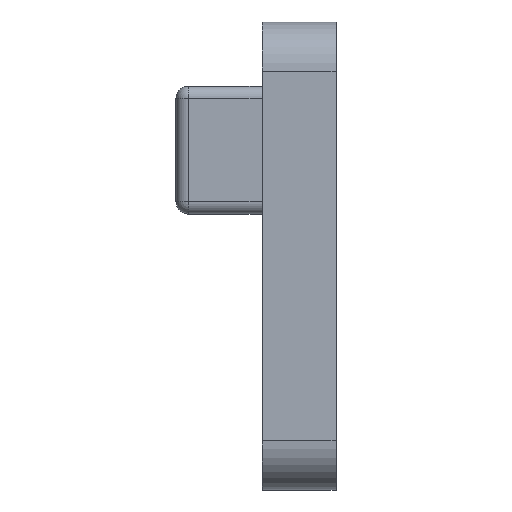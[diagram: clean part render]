
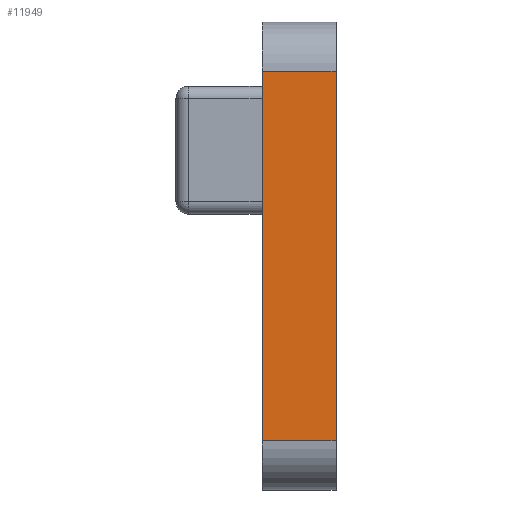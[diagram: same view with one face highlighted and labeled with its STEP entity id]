
A CAD part, front view. The second image highlights one B-rep face of the part: STEP entity #11949.
In plain terms, the highlighted planar face has unit normal (0, -1, 0).
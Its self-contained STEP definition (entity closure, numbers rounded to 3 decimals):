
#390 = CARTESIAN_POINT ( 'NONE',  ( 1.5, -17., 7.5 ) ) ;
#762 = CARTESIAN_POINT ( 'NONE',  ( 1.5, -17., -7.5 ) ) ;
#1601 = ORIENTED_EDGE ( 'NONE', *, *, #7884, .T. ) ;
#1678 = DIRECTION ( 'NONE',  ( 0., 0., -1. ) ) ;
#2432 = EDGE_CURVE ( 'NONE', #12506, #15304, #12324, .T. ) ;
#2495 = EDGE_LOOP ( 'NONE', ( #14689, #17690, #18351, #1601 ) ) ;
#2501 = DIRECTION ( 'NONE',  ( -1., 0., 0. ) ) ;
#2634 = PLANE ( 'NONE',  #14593 ) ;
#2701 = CARTESIAN_POINT ( 'NONE',  ( 1.5, -17., 9.5 ) ) ;
#4168 = DIRECTION ( 'NONE',  ( 0., 0., 1. ) ) ;
#4338 = CARTESIAN_POINT ( 'NONE',  ( -1.5, -17., 7.5 ) ) ;
#4576 = CARTESIAN_POINT ( 'NONE',  ( -1.5, -17., 9.5 ) ) ;
#5304 = EDGE_CURVE ( 'NONE', #12998, #18392, #7725, .T. ) ;
#5603 = CARTESIAN_POINT ( 'NONE',  ( 1.5, -17., 7.5 ) ) ;
#7725 = LINE ( 'NONE', #8632, #18976 ) ;
#7884 = EDGE_CURVE ( 'NONE', #12998, #12506, #11559, .T. ) ;
#8562 = DIRECTION ( 'NONE',  ( 0., 0., -1. ) ) ;
#8632 = CARTESIAN_POINT ( 'NONE',  ( 1.5, -17., 9.5 ) ) ;
#9285 = LINE ( 'NONE', #16597, #13644 ) ;
#10237 = DIRECTION ( 'NONE',  ( 0., 1., 0. ) ) ;
#11559 = LINE ( 'NONE', #5603, #15471 ) ;
#11949 = ADVANCED_FACE ( 'NONE', ( #15022 ), #2634, .F. ) ;
#12324 = LINE ( 'NONE', #4576, #13002 ) ;
#12361 = CARTESIAN_POINT ( 'NONE',  ( -1.5, -17., -7.5 ) ) ;
#12506 = VERTEX_POINT ( 'NONE', #4338 ) ;
#12998 = VERTEX_POINT ( 'NONE', #390 ) ;
#13002 = VECTOR ( 'NONE', #1678, 1000. ) ;
#13644 = VECTOR ( 'NONE', #18075, 1000. ) ;
#14593 = AXIS2_PLACEMENT_3D ( 'NONE', #2701, #10237, #4168 ) ;
#14689 = ORIENTED_EDGE ( 'NONE', *, *, #2432, .T. ) ;
#15022 = FACE_OUTER_BOUND ( 'NONE', #2495, .T. ) ;
#15304 = VERTEX_POINT ( 'NONE', #12361 ) ;
#15471 = VECTOR ( 'NONE', #2501, 1000. ) ;
#16597 = CARTESIAN_POINT ( 'NONE',  ( 1.5, -17., -7.5 ) ) ;
#17690 = ORIENTED_EDGE ( 'NONE', *, *, #18699, .T. ) ;
#18075 = DIRECTION ( 'NONE',  ( 1., 0., 0. ) ) ;
#18351 = ORIENTED_EDGE ( 'NONE', *, *, #5304, .F. ) ;
#18392 = VERTEX_POINT ( 'NONE', #762 ) ;
#18699 = EDGE_CURVE ( 'NONE', #15304, #18392, #9285, .T. ) ;
#18976 = VECTOR ( 'NONE', #8562, 1000. ) ;
